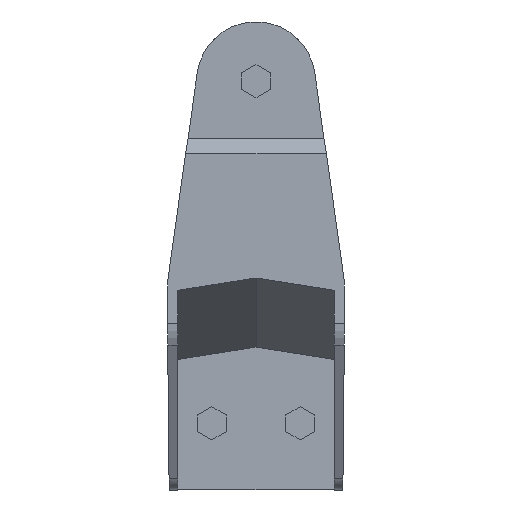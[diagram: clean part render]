
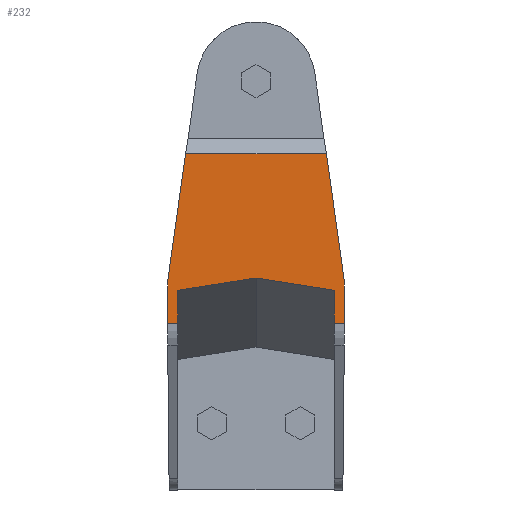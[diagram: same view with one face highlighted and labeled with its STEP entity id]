
A CAD part, front view. The second image highlights one B-rep face of the part: STEP entity #232.
In plain terms, the highlighted planar face has unit normal (0, -1, 0).
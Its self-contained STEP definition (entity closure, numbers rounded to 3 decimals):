
#232=ADVANCED_FACE('',(#501),#502,.T.);
#501=FACE_OUTER_BOUND('',#800,.T.);
#502=PLANE('',#801);
#800=EDGE_LOOP('',(#1459,#1460,#1461,#1462,#1463,#1464,#1465,#1466,#1467,#1468,#1469));
#801=AXIS2_PLACEMENT_3D('',#1470,#1471,#1472);
#1459=ORIENTED_EDGE('',*,*,#2030,.T.);
#1460=ORIENTED_EDGE('',*,*,#2031,.T.);
#1461=ORIENTED_EDGE('',*,*,#2032,.T.);
#1462=ORIENTED_EDGE('',*,*,#2033,.F.);
#1463=ORIENTED_EDGE('',*,*,#2034,.T.);
#1464=ORIENTED_EDGE('',*,*,#2035,.T.);
#1465=ORIENTED_EDGE('',*,*,#2036,.T.);
#1466=ORIENTED_EDGE('',*,*,#2037,.T.);
#1467=ORIENTED_EDGE('',*,*,#2006,.F.);
#1468=ORIENTED_EDGE('',*,*,#2028,.F.);
#1469=ORIENTED_EDGE('',*,*,#2022,.F.);
#1470=CARTESIAN_POINT('',(-39.,-100.0,-33.0));
#1471=DIRECTION('',(0.0,-1.0,0.0));
#1472=DIRECTION('',(0.0,0.0,-1.0));
#2006=EDGE_CURVE('',#2470,#2472,#2473,.T.);
#2022=EDGE_CURVE('',#2494,#2496,#2497,.T.);
#2028=EDGE_CURVE('',#2496,#2470,#2504,.T.);
#2030=EDGE_CURVE('',#2494,#2506,#2507,.T.);
#2031=EDGE_CURVE('',#2506,#2508,#2509,.T.);
#2032=EDGE_CURVE('',#2508,#2510,#2511,.T.);
#2033=EDGE_CURVE('',#2512,#2510,#2513,.T.);
#2034=EDGE_CURVE('',#2512,#2514,#2515,.T.);
#2035=EDGE_CURVE('',#2514,#2516,#2517,.T.);
#2036=EDGE_CURVE('',#2516,#2518,#2519,.T.);
#2037=EDGE_CURVE('',#2518,#2472,#2520,.T.);
#2470=VERTEX_POINT('',#3132);
#2472=VERTEX_POINT('',#3134);
#2473=LINE('',#3135,#3136);
#2494=VERTEX_POINT('',#3167);
#2496=VERTEX_POINT('',#3170);
#2497=LINE('',#3171,#3172);
#2504=LINE('',#3181,#3182);
#2506=VERTEX_POINT('',#3184);
#2507=LINE('',#3185,#3186);
#2508=VERTEX_POINT('',#3187);
#2509=LINE('',#3188,#3189);
#2510=VERTEX_POINT('',#3190);
#2511=LINE('',#3191,#3192);
#2512=VERTEX_POINT('',#3193);
#2513=LINE('',#3194,#3195);
#2514=VERTEX_POINT('',#3196);
#2515=LINE('',#3197,#3198);
#2516=VERTEX_POINT('',#3199);
#2517=LINE('',#3200,#3201);
#2518=VERTEX_POINT('',#3202);
#2519=LINE('',#3203,#3204);
#2520=LINE('',#3205,#3206);
#3132=CARTESIAN_POINT('',(-40.047,-100.0,-109.689));
#3134=CARTESIAN_POINT('',(-40.047,-100.0,-91.0));
#3135=CARTESIAN_POINT('',(-40.047,-100.0,-109.689));
#3136=VECTOR('',#3587,18.689);
#3167=CARTESIAN_POINT('',(-35.5,-100.0,-94.797));
#3170=CARTESIAN_POINT('',(-35.5,-100.0,-109.689));
#3171=CARTESIAN_POINT('',(-35.5,-100.0,-94.797));
#3172=VECTOR('',#3602,14.892);
#3181=CARTESIAN_POINT('',(-35.5,-100.0,-109.689));
#3182=VECTOR('',#3608,4.547);
#3184=CARTESIAN_POINT('',(0.0,-100.0,-89.206));
#3185=CARTESIAN_POINT('',(-35.5,-100.0,-94.797));
#3186=VECTOR('',#3609,35.938);
#3187=CARTESIAN_POINT('',(35.5,-100.0,-94.797));
#3188=CARTESIAN_POINT('',(0.0,-100.0,-89.206));
#3189=VECTOR('',#3610,35.938);
#3190=CARTESIAN_POINT('',(35.5,-100.0,-109.689));
#3191=CARTESIAN_POINT('',(35.5,-100.0,-94.797));
#3192=VECTOR('',#3611,14.892);
#3193=CARTESIAN_POINT('',(40.047,-100.0,-109.689));
#3194=CARTESIAN_POINT('',(40.047,-100.0,-109.689));
#3195=VECTOR('',#3612,4.547);
#3196=CARTESIAN_POINT('',(40.047,-100.0,-91.));
#3197=CARTESIAN_POINT('',(40.047,-100.0,-109.689));
#3198=VECTOR('',#3613,18.689);
#3199=CARTESIAN_POINT('',(31.9,-100.0,-33.0));
#3200=CARTESIAN_POINT('',(40.047,-100.0,-91.));
#3201=VECTOR('',#3614,58.569);
#3202=CARTESIAN_POINT('',(-31.9,-100.0,-33.0));
#3203=CARTESIAN_POINT('',(31.9,-100.0,-33.0));
#3204=VECTOR('',#3615,63.801);
#3205=CARTESIAN_POINT('',(-31.9,-100.0,-33.0));
#3206=VECTOR('',#3616,58.569);
#3587=DIRECTION('',(0.0,0.0,1.0));
#3602=DIRECTION('',(0.0,0.0,-1.0));
#3608=DIRECTION('',(-1.0,0.0,0.0));
#3609=DIRECTION('',(0.988,0.0,0.156));
#3610=DIRECTION('',(0.988,0.0,-0.156));
#3611=DIRECTION('',(0.0,0.0,-1.0));
#3612=DIRECTION('',(-1.0,0.0,0.0));
#3613=DIRECTION('',(0.0,0.0,1.0));
#3614=DIRECTION('',(-0.139,0.0,0.99));
#3615=DIRECTION('',(-1.0,0.0,0.0));
#3616=DIRECTION('',(-0.139,0.0,-0.99));
